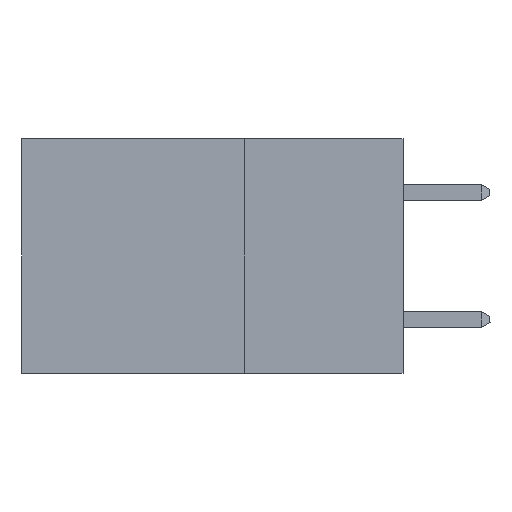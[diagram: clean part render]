
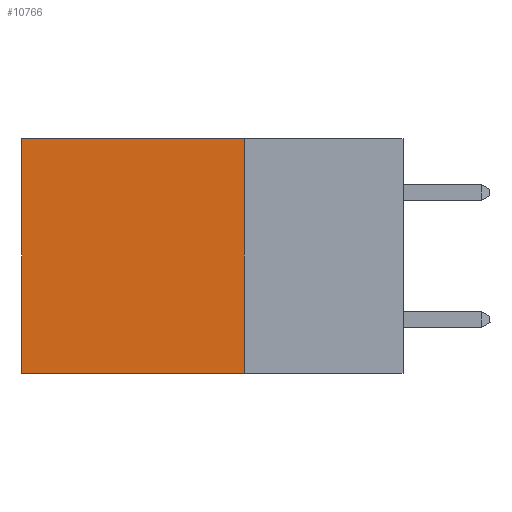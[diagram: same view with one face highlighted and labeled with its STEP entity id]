
A CAD part, left-side view. The second image highlights one B-rep face of the part: STEP entity #10766.
In plain terms, the highlighted planar face has unit normal (-1, 0, 0).
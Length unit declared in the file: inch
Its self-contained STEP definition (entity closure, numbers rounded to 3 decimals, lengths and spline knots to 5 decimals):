
#266 = CARTESIAN_POINT ( 'NONE',  ( 0.2875, 0.25, 0. ) ) ;
#321 = CARTESIAN_POINT ( 'NONE',  ( 0.2875, 0.25, -0.37 ) ) ;
#543 = VECTOR ( 'NONE', #9669, 39.37008 ) ;
#608 = VERTEX_POINT ( 'NONE', #10373 ) ;
#1648 = DIRECTION ( 'NONE',  ( 0., 1., 0. ) ) ;
#2341 = ORIENTED_EDGE ( 'NONE', *, *, #11653, .T. ) ;
#2462 = ORIENTED_EDGE ( 'NONE', *, *, #7002, .T. ) ;
#2663 = LINE ( 'NONE', #3376, #11335 ) ;
#3376 = CARTESIAN_POINT ( 'NONE',  ( 0.2875, 0.25, -0.37 ) ) ;
#4311 = CARTESIAN_POINT ( 'NONE',  ( 0.2875, 0.25, 0. ) ) ;
#4505 = DIRECTION ( 'NONE',  ( 0., 0., -1. ) ) ;
#4949 = ORIENTED_EDGE ( 'NONE', *, *, #9575, .F. ) ;
#5107 = LINE ( 'NONE', #7601, #543 ) ;
#5486 = EDGE_LOOP ( 'NONE', ( #2341, #4949, #7091, #2462 ) ) ;
#5771 = VECTOR ( 'NONE', #4505, 39.37008 ) ;
#6351 = DIRECTION ( 'NONE',  ( 0., 1., 0. ) ) ;
#6822 = VERTEX_POINT ( 'NONE', #321 ) ;
#7002 = EDGE_CURVE ( 'NONE', #608, #9697, #9105, .T. ) ;
#7042 = VECTOR ( 'NONE', #1648, 39.37008 ) ;
#7091 = ORIENTED_EDGE ( 'NONE', *, *, #10351, .F. ) ;
#7442 = CARTESIAN_POINT ( 'NONE',  ( 0.2875, 0.6, 0. ) ) ;
#7591 = DIRECTION ( 'NONE',  ( 1., 0., 0. ) ) ;
#7601 = CARTESIAN_POINT ( 'NONE',  ( 0.2875, 0.25, 0. ) ) ;
#8213 = LINE ( 'NONE', #11892, #5771 ) ;
#8510 = PLANE ( 'NONE',  #9068 ) ;
#8626 = DIRECTION ( 'NONE',  ( 0., 0., -1. ) ) ;
#9068 = AXIS2_PLACEMENT_3D ( 'NONE', #266, #7591, #8626 ) ;
#9105 = LINE ( 'NONE', #4311, #7042 ) ;
#9218 = CARTESIAN_POINT ( 'NONE',  ( 0.2875, 0.6, -0.37 ) ) ;
#9422 = FACE_OUTER_BOUND ( 'NONE', #5486, .T. ) ;
#9575 = EDGE_CURVE ( 'NONE', #6822, #9741, #2663, .T. ) ;
#9669 = DIRECTION ( 'NONE',  ( 0., 0., -1. ) ) ;
#9697 = VERTEX_POINT ( 'NONE', #7442 ) ;
#9741 = VERTEX_POINT ( 'NONE', #9218 ) ;
#10351 = EDGE_CURVE ( 'NONE', #608, #6822, #5107, .T. ) ;
#10373 = CARTESIAN_POINT ( 'NONE',  ( 0.2875, 0.25, 0. ) ) ;
#10766 = ADVANCED_FACE ( 'NONE', ( #9422 ), #8510, .F. ) ;
#11335 = VECTOR ( 'NONE', #6351, 39.37008 ) ;
#11653 = EDGE_CURVE ( 'NONE', #9697, #9741, #8213, .T. ) ;
#11892 = CARTESIAN_POINT ( 'NONE',  ( 0.2875, 0.6, 0. ) ) ;
